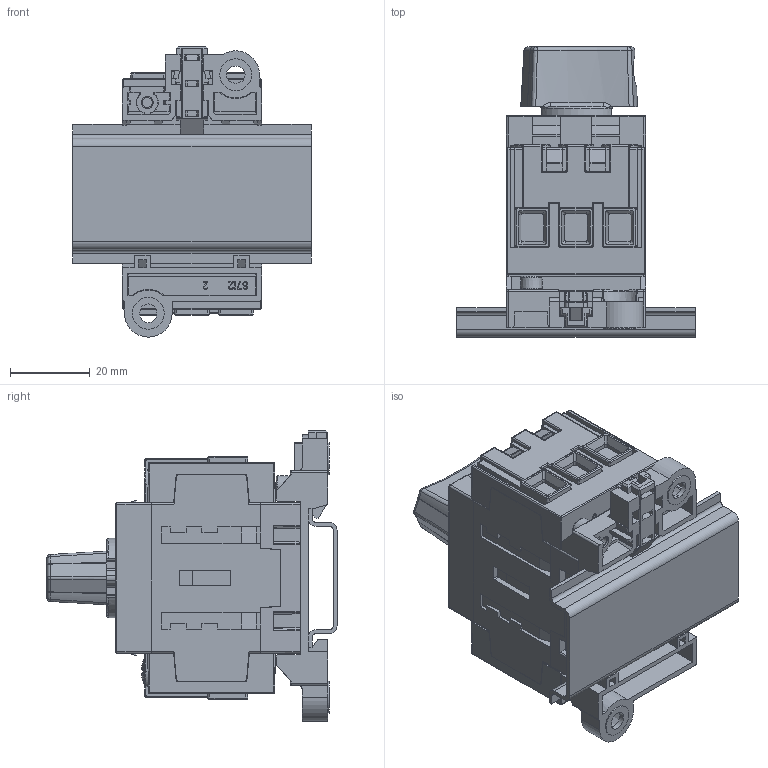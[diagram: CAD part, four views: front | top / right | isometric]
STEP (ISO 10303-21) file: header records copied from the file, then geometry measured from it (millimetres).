
FILE_DESCRIPTION((''),'2;1');
FILE_NAME('DS323BF_P','2015-06-19T',('mangiapr'),(''),'PRO/ENGINEER BY PARAMETRIC TECHNOLOGY CORPORATION, 2011080','PRO/ENGINEER BY PARAMETRIC TECHNOLOGY CORPORATION, 2011080','');
FILE_SCHEMA(('CONFIG_CONTROL_DESIGN'));
Products named in the file (1): DS323BF_P
Bounding box: 60 x 73 x 73 mm (x, y, z)
Volume: 87191 mm3; surface area: 49597.6 mm2
Topology: 3 solids, 3 shells, 3161 faces, 8727 edges, 5591 vertices
Faces by surface type: plane 2119, cylinder 619, bspline 152, torus 108, cone 55, sphere 54, extrusion 54
Entity records: 109444 total; most frequent: CARTESIAN_POINT 30338, ORIENTED_EDGE 17454, DIRECTION 15018, EDGE_CURVE 8727, VECTOR 6532, LINE 6478, VERTEX_POINT 5591, AXIS2_PLACEMENT_3D 4243
